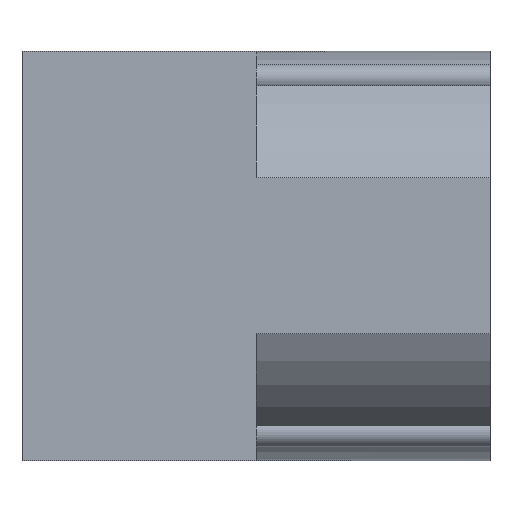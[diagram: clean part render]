
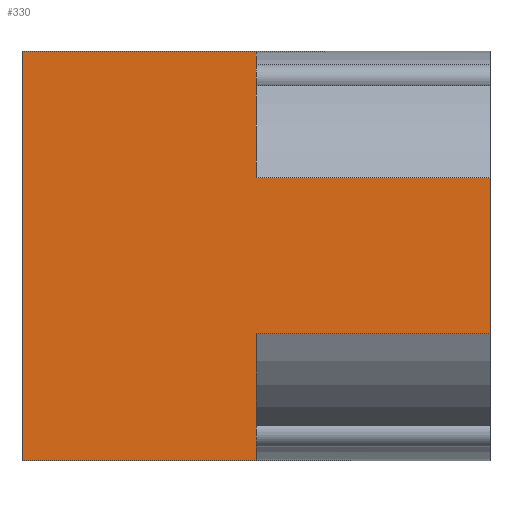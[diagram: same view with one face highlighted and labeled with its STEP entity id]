
A CAD part, left-side view. The second image highlights one B-rep face of the part: STEP entity #330.
In plain terms, the highlighted planar face has unit normal (-1, 0, 0).
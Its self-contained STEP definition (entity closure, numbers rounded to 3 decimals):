
#25=PLANE('',#385);
#53=FACE_OUTER_BOUND('',#72,.T.);
#72=EDGE_LOOP('',(#301,#302,#303,#304,#305,#306,#307,#308));
#76=LINE('',#512,#100);
#79=LINE('',#530,#103);
#80=LINE('',#533,#104);
#91=LINE('',#569,#115);
#92=LINE('',#577,#116);
#93=LINE('',#580,#117);
#96=LINE('',#591,#120);
#97=LINE('',#593,#121);
#100=VECTOR('',#404,10.);
#103=VECTOR('',#421,10.);
#104=VECTOR('',#424,10.);
#115=VECTOR('',#463,10.);
#116=VECTOR('',#474,10.);
#117=VECTOR('',#477,10.);
#120=VECTOR('',#490,10.);
#121=VECTOR('',#493,10.);
#147=VERTEX_POINT('',#510);
#148=VERTEX_POINT('',#511);
#153=VERTEX_POINT('',#523);
#156=VERTEX_POINT('',#528);
#157=VERTEX_POINT('',#532);
#168=VERTEX_POINT('',#568);
#171=VERTEX_POINT('',#579);
#174=VERTEX_POINT('',#589);
#179=EDGE_CURVE('',#147,#148,#76,.T.);
#188=EDGE_CURVE('',#153,#156,#79,.T.);
#189=EDGE_CURVE('',#147,#157,#80,.T.);
#207=EDGE_CURVE('',#168,#153,#91,.T.);
#212=EDGE_CURVE('',#157,#156,#92,.T.);
#213=EDGE_CURVE('',#168,#171,#93,.T.);
#219=EDGE_CURVE('',#148,#174,#96,.T.);
#220=EDGE_CURVE('',#171,#174,#97,.T.);
#301=ORIENTED_EDGE('',*,*,#207,.T.);
#302=ORIENTED_EDGE('',*,*,#188,.T.);
#303=ORIENTED_EDGE('',*,*,#212,.F.);
#304=ORIENTED_EDGE('',*,*,#189,.F.);
#305=ORIENTED_EDGE('',*,*,#179,.T.);
#306=ORIENTED_EDGE('',*,*,#219,.T.);
#307=ORIENTED_EDGE('',*,*,#220,.F.);
#308=ORIENTED_EDGE('',*,*,#213,.F.);
#330=ADVANCED_FACE('',(#53),#25,.T.);
#385=AXIS2_PLACEMENT_3D('',#592,#491,#492);
#404=DIRECTION('',(0.,0.,1.));
#421=DIRECTION('',(0.,-1.,0.));
#424=DIRECTION('',(0.,-1.,0.));
#463=DIRECTION('',(0.,0.,1.));
#474=DIRECTION('',(0.,0.,-1.));
#477=DIRECTION('',(0.,1.,0.));
#490=DIRECTION('',(0.,1.,0.));
#491=DIRECTION('center_axis',(-1.,0.,0.));
#492=DIRECTION('ref_axis',(0.,0.,1.));
#493=DIRECTION('',(0.,0.,1.));
#510=CARTESIAN_POINT('',(0.501,0.,7.984));
#511=CARTESIAN_POINT('',(0.501,0.,10.488));
#512=CARTESIAN_POINT('',(0.501,0.,-14.039));
#523=CARTESIAN_POINT('',(0.501,0.,-7.984));
#528=CARTESIAN_POINT('',(0.501,-12.,-7.984));
#530=CARTESIAN_POINT('',(0.501,0.,-7.984));
#532=CARTESIAN_POINT('',(0.501,-12.,7.984));
#533=CARTESIAN_POINT('',(0.501,0.,7.984));
#568=CARTESIAN_POINT('',(0.501,0.,-10.488));
#569=CARTESIAN_POINT('',(0.501,0.,-14.039));
#577=CARTESIAN_POINT('',(0.501,-12.,-14.039));
#579=CARTESIAN_POINT('',(0.501,12.,-10.488));
#580=CARTESIAN_POINT('',(0.501,0.,-10.488));
#589=CARTESIAN_POINT('',(0.501,12.,10.488));
#591=CARTESIAN_POINT('',(0.501,0.,10.488));
#592=CARTESIAN_POINT('Origin',(0.501,0.,-10.488));
#593=CARTESIAN_POINT('',(0.501,12.,-14.039));
